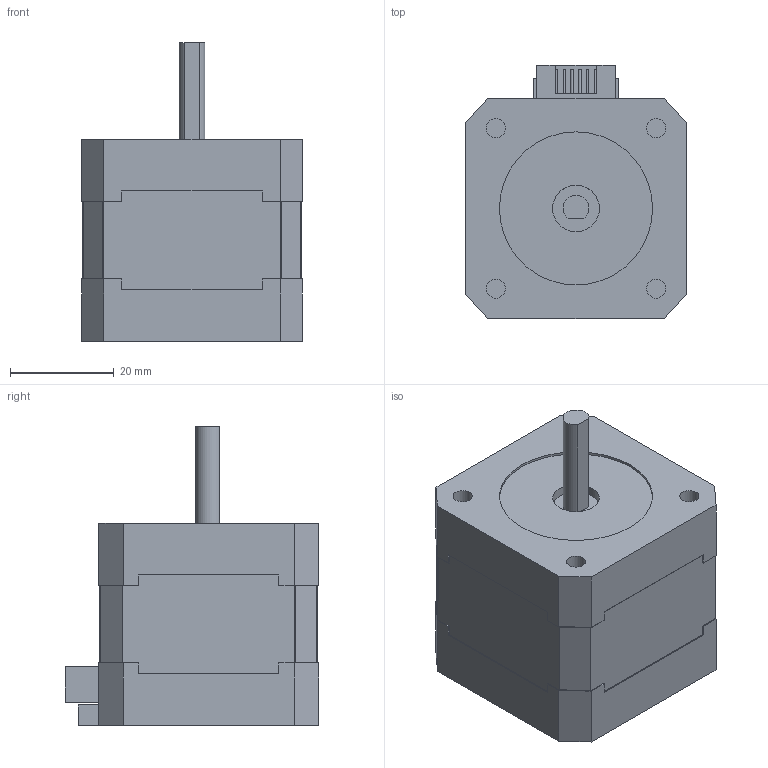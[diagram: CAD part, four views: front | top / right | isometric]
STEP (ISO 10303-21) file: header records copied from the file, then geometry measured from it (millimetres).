
FILE_DESCRIPTION(('FreeCAD Model'),'2;1');
FILE_NAME('Stepper Motor 5mm Shaft NEMA 17.stp', '2015-05-02T18:17:10',('Author'),(''), 'Open CASCADE STEP processor 6.8','FreeCAD','Unknown');
FILE_SCHEMA(('AUTOMOTIVE_DESIGN_CC2 { 1 2 10303 214 -1 1 5 4 }'));
Length unit declared in the file: millimetre
Products named in the file (1): Stepper_Motor_5mm_Shaft_NEMA_17
Bounding box: 42.5 x 48.75 x 57.5 mm (x, y, z)
Volume: 68340.2 mm3; surface area: 10965.1 mm2
Topology: 1 solids, 1 shells, 131 faces, 311 edges, 196 vertices
Faces by surface type: plane 117, cylinder 14
Full cylindrical faces by diameter (mm): 0.5 x6, 3.7 x4, 6.9 x1, 9 x1, 29.5 x1
Entity records: 7591 total; most frequent: CARTESIAN_POINT 1523, DIRECTION 1023, LINE 687, VECTOR 687, ORIENTED_EDGE 622, PCURVE 622, DEFINITIONAL_REPRESENTATION 622, EDGE_CURVE 311
